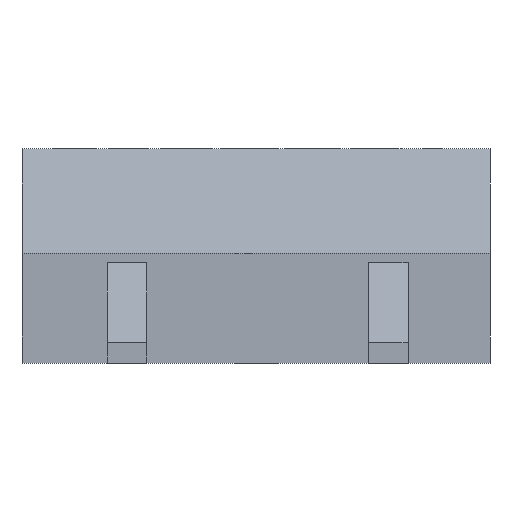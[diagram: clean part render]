
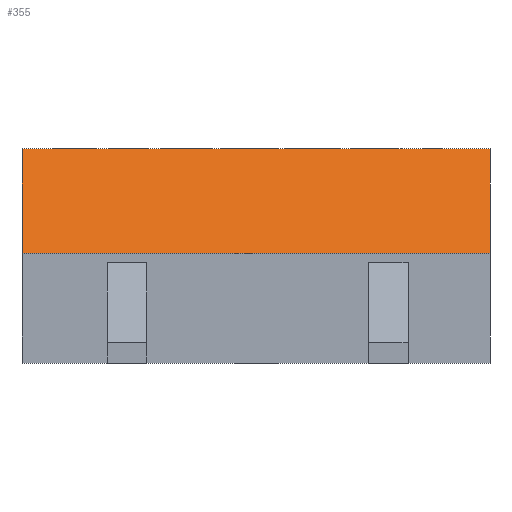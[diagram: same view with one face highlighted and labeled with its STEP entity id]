
A CAD part, left-side view. The second image highlights one B-rep face of the part: STEP entity #355.
In plain terms, the highlighted planar face has unit normal (-0.906, 0, 0.423).
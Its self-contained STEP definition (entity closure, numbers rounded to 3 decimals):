
#61 = EDGE_CURVE('',#62,#64,#66,.T.);
#62 = VERTEX_POINT('',#63);
#63 = CARTESIAN_POINT('',(3.304,-8.435,3.279)
  );
#64 = VERTEX_POINT('',#65);
#65 = CARTESIAN_POINT('',(3.778,-8.435,4.295));
#66 = LINE('',#67,#68);
#67 = CARTESIAN_POINT('',(3.304,-8.435,3.279)
  );
#68 = VECTOR('',#69,1.);
#69 = DIRECTION('',(0.423,0.,0.906));
#108 = EDGE_CURVE('',#109,#62,#111,.T.);
#109 = VERTEX_POINT('',#110);
#110 = CARTESIAN_POINT('',(3.304,-3.888,3.279)
  );
#111 = LINE('',#112,#113);
#112 = CARTESIAN_POINT('',(3.304,-3.888,3.279)
  );
#113 = VECTOR('',#114,1.);
#114 = DIRECTION('',(0.,-1.,0.));
#200 = EDGE_CURVE('',#201,#109,#203,.T.);
#201 = VERTEX_POINT('',#202);
#202 = CARTESIAN_POINT('',(3.778,-3.888,4.295)
  );
#203 = LINE('',#204,#205);
#204 = CARTESIAN_POINT('',(3.778,-3.888,4.295)
  );
#205 = VECTOR('',#206,1.);
#206 = DIRECTION('',(-0.423,0.,-0.906
    ));
#355 = ADVANCED_FACE('',(#356),#367,.F.);
#356 = FACE_BOUND('',#357,.T.);
#357 = EDGE_LOOP('',(#358,#359,#360,#366));
#358 = ORIENTED_EDGE('',*,*,#108,.T.);
#359 = ORIENTED_EDGE('',*,*,#61,.T.);
#360 = ORIENTED_EDGE('',*,*,#361,.F.);
#361 = EDGE_CURVE('',#201,#64,#362,.T.);
#362 = LINE('',#363,#364);
#363 = CARTESIAN_POINT('',(3.778,-3.888,4.295)
  );
#364 = VECTOR('',#365,1.);
#365 = DIRECTION('',(0.,-1.,0.));
#366 = ORIENTED_EDGE('',*,*,#200,.T.);
#367 = PLANE('',#368);
#368 = AXIS2_PLACEMENT_3D('',#369,#370,#371);
#369 = CARTESIAN_POINT('',(3.778,-3.888,4.295)
  );
#370 = DIRECTION('',(0.906,0.,-0.423));
#371 = DIRECTION('',(0.423,0.,0.906));
